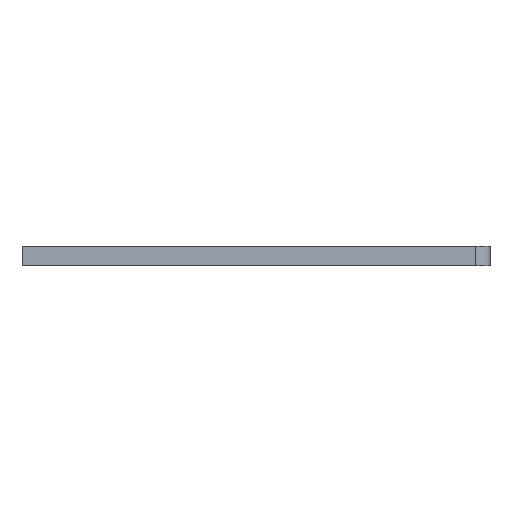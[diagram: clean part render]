
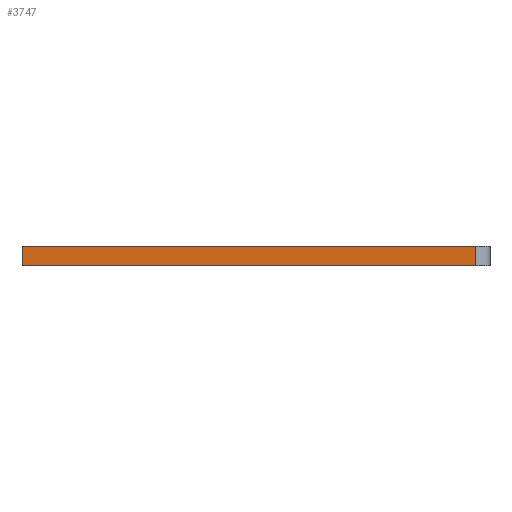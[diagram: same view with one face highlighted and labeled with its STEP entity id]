
A CAD part, front view. The second image highlights one B-rep face of the part: STEP entity #3747.
In plain terms, the highlighted planar face has unit normal (0, -1, 0).
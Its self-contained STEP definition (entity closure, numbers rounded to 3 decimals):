
#22 = CARTESIAN_POINT ( 'NONE',  ( -121.8, -87.2, 6.8 ) ) ;
#264 = CARTESIAN_POINT ( 'NONE',  ( -121.8, -87.2, 0. ) ) ;
#561 = CARTESIAN_POINT ( 'NONE',  ( -121.8, -87.2, 0. ) ) ;
#795 = EDGE_CURVE ( 'NONE', #1100, #4640, #2034, .T. ) ;
#1013 = ORIENTED_EDGE ( 'NONE', *, *, #4580, .F. ) ;
#1100 = VERTEX_POINT ( 'NONE', #3636 ) ;
#1142 = PLANE ( 'NONE',  #6028 ) ;
#1277 = ORIENTED_EDGE ( 'NONE', *, *, #4445, .T. ) ;
#1615 = DIRECTION ( 'NONE',  ( 0., 1., 0. ) ) ;
#1637 = CARTESIAN_POINT ( 'NONE',  ( -121.8, -87.2, 6.8 ) ) ;
#1717 = FACE_OUTER_BOUND ( 'NONE', #6168, .T. ) ;
#1874 = DIRECTION ( 'NONE',  ( 1., 0., 0. ) ) ;
#1944 = CARTESIAN_POINT ( 'NONE',  ( 33.2, -87.2, 6.8 ) ) ;
#2022 = DIRECTION ( 'NONE',  ( 0., 0., -1. ) ) ;
#2024 = DIRECTION ( 'NONE',  ( 0., 0., 1. ) ) ;
#2034 = LINE ( 'NONE', #2342, #3582 ) ;
#2342 = CARTESIAN_POINT ( 'NONE',  ( 33.2, -87.2, 6.8 ) ) ;
#2370 = VERTEX_POINT ( 'NONE', #1637 ) ;
#3061 = ORIENTED_EDGE ( 'NONE', *, *, #795, .T. ) ;
#3362 = CARTESIAN_POINT ( 'NONE',  ( -121.8, -87.2, 6.8 ) ) ;
#3582 = VECTOR ( 'NONE', #2024, 1000. ) ;
#3590 = CARTESIAN_POINT ( 'NONE',  ( -121.8, -87.2, 6.8 ) ) ;
#3636 = CARTESIAN_POINT ( 'NONE',  ( 33.2, -87.2, 0. ) ) ;
#3747 = ADVANCED_FACE ( 'NONE', ( #1717 ), #1142, .F. ) ;
#4149 = EDGE_CURVE ( 'NONE', #2370, #4777, #6167, .T. ) ;
#4291 = DIRECTION ( 'NONE',  ( 1., 0., 0. ) ) ;
#4295 = VECTOR ( 'NONE', #2022, 1000. ) ;
#4445 = EDGE_CURVE ( 'NONE', #4777, #1100, #6393, .T. ) ;
#4580 = EDGE_CURVE ( 'NONE', #2370, #4640, #5994, .T. ) ;
#4640 = VERTEX_POINT ( 'NONE', #1944 ) ;
#4777 = VERTEX_POINT ( 'NONE', #561 ) ;
#5151 = DIRECTION ( 'NONE',  ( -1., 0., 0. ) ) ;
#5578 = ORIENTED_EDGE ( 'NONE', *, *, #4149, .T. ) ;
#5830 = VECTOR ( 'NONE', #1874, 1000. ) ;
#5994 = LINE ( 'NONE', #3362, #5830 ) ;
#6028 = AXIS2_PLACEMENT_3D ( 'NONE', #3590, #1615, #5151 ) ;
#6167 = LINE ( 'NONE', #22, #4295 ) ;
#6168 = EDGE_LOOP ( 'NONE', ( #1277, #3061, #1013, #5578 ) ) ;
#6259 = VECTOR ( 'NONE', #4291, 1000. ) ;
#6393 = LINE ( 'NONE', #264, #6259 ) ;
